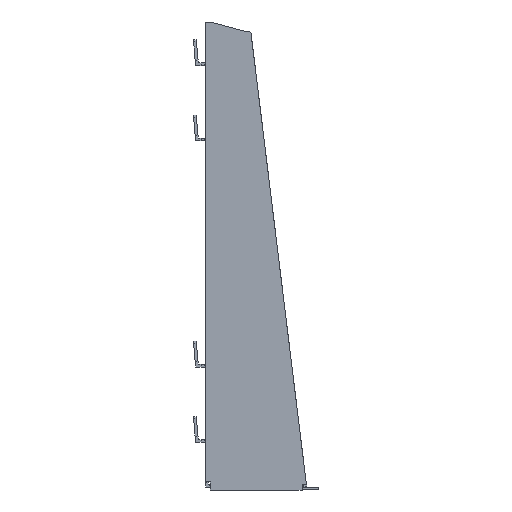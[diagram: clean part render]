
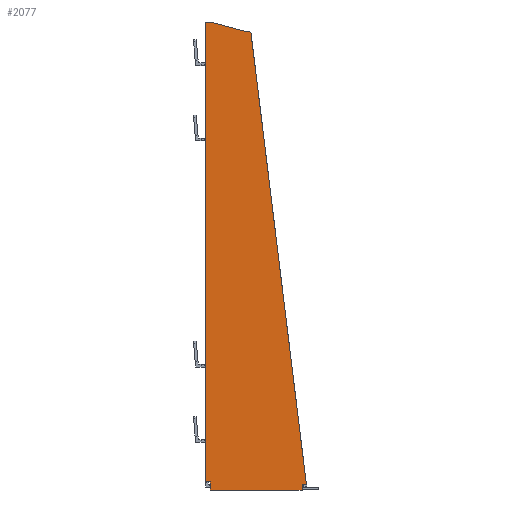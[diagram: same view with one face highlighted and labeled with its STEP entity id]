
A CAD part, left-side view. The second image highlights one B-rep face of the part: STEP entity #2077.
In plain terms, the highlighted face is planar.
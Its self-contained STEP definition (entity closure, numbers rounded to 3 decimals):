
#7 = VERTEX_POINT ( 'NONE', #5148 ) ;
#31 = VECTOR ( 'NONE', #945, 1000. ) ;
#36 = VECTOR ( 'NONE', #2776, 1000. ) ;
#154 = CARTESIAN_POINT ( 'NONE',  ( -165.973, -15.112, -1.9 ) ) ;
#155 = AXIS2_PLACEMENT_3D ( 'NONE', #4308, #3953, #371 ) ;
#174 = DIRECTION ( 'NONE',  ( -1., 0., 0. ) ) ;
#242 = VERTEX_POINT ( 'NONE', #1155 ) ;
#265 = ORIENTED_EDGE ( 'NONE', *, *, #2467, .T. ) ;
#270 = ORIENTED_EDGE ( 'NONE', *, *, #1254, .F. ) ;
#321 = CARTESIAN_POINT ( 'NONE',  ( -172.5, 9.599, -1.9 ) ) ;
#341 = VECTOR ( 'NONE', #2391, 1000. ) ;
#371 = DIRECTION ( 'NONE',  ( -1., 0., 0. ) ) ;
#442 = CARTESIAN_POINT ( 'NONE',  ( 132.5, 9.507, -1.9 ) ) ;
#460 = CARTESIAN_POINT ( 'NONE',  ( 135.08, 9.507, -1.9 ) ) ;
#466 = CARTESIAN_POINT ( 'NONE',  ( 134.25, -51.492, -1.9 ) ) ;
#555 = ORIENTED_EDGE ( 'NONE', *, *, #1777, .T. ) ;
#688 = ORIENTED_EDGE ( 'NONE', *, *, #2907, .F. ) ;
#744 = CARTESIAN_POINT ( 'NONE',  ( 139.5, -51.492, -1.9 ) ) ;
#758 = ORIENTED_EDGE ( 'NONE', *, *, #1189, .F. ) ;
#779 = VERTEX_POINT ( 'NONE', #4085 ) ;
#804 = CARTESIAN_POINT ( 'NONE',  ( 132.5, 0., -1.9 ) ) ;
#945 = DIRECTION ( 'NONE',  ( 0., -1., 0. ) ) ;
#985 = VECTOR ( 'NONE', #4822, 1000. ) ;
#1042 = LINE ( 'NONE', #1140, #2875 ) ;
#1049 = ORIENTED_EDGE ( 'NONE', *, *, #1061, .F. ) ;
#1061 = EDGE_CURVE ( 'NONE', #4160, #1377, #5390, .T. ) ;
#1140 = CARTESIAN_POINT ( 'NONE',  ( 0., -51.493, -1.9 ) ) ;
#1155 = CARTESIAN_POINT ( 'NONE',  ( -166.034, -14.622, -1.9 ) ) ;
#1162 = CARTESIAN_POINT ( 'NONE',  ( 0., 12.499, -1.9 ) ) ;
#1189 = EDGE_CURVE ( 'NONE', #7, #5566, #3690, .T. ) ;
#1254 = EDGE_CURVE ( 'NONE', #779, #5367, #1422, .T. ) ;
#1325 = LINE ( 'NONE', #5317, #985 ) ;
#1377 = VERTEX_POINT ( 'NONE', #3617 ) ;
#1384 = LINE ( 'NONE', #804, #2971 ) ;
#1422 = LINE ( 'NONE', #744, #5567 ) ;
#1443 = FACE_OUTER_BOUND ( 'NONE', #5858, .T. ) ;
#1529 = DIRECTION ( 'NONE',  ( -1., 0., 0. ) ) ;
#1598 = VECTOR ( 'NONE', #5099, 1000. ) ;
#1605 = ORIENTED_EDGE ( 'NONE', *, *, #4769, .F. ) ;
#1631 = EDGE_CURVE ( 'NONE', #5196, #1726, #3374, .T. ) ;
#1674 = CARTESIAN_POINT ( 'NONE',  ( 135.08, -51.493, -1.9 ) ) ;
#1726 = VERTEX_POINT ( 'NONE', #2191 ) ;
#1777 = EDGE_CURVE ( 'NONE', #2804, #5566, #2807, .T. ) ;
#1949 = DIRECTION ( 'NONE',  ( 1., 0., 0. ) ) ;
#1950 = CARTESIAN_POINT ( 'NONE',  ( 134.07, -54.392, -1.9 ) ) ;
#2047 = CARTESIAN_POINT ( 'NONE',  ( -165.817, -17.078, -1.9 ) ) ;
#2054 = ORIENTED_EDGE ( 'NONE', *, *, #5450, .F. ) ;
#2077 = ADVANCED_FACE ( 'NONE', ( #1443 ), #5830, .T. ) ;
#2141 = CARTESIAN_POINT ( 'NONE',  ( -165.913, -15.601, -1.9 ) ) ;
#2191 = CARTESIAN_POINT ( 'NONE',  ( -165.816, -17.571, -1.9 ) ) ;
#2234 = CARTESIAN_POINT ( 'NONE',  ( 137.98, 9.507, -1.9 ) ) ;
#2339 = ORIENTED_EDGE ( 'NONE', *, *, #1631, .T. ) ;
#2366 = CARTESIAN_POINT ( 'NONE',  ( 134.07, -54.392, -1.9 ) ) ;
#2391 = DIRECTION ( 'NONE',  ( -0.993, 0.122, 0. ) ) ;
#2413 = CARTESIAN_POINT ( 'NONE',  ( 132.5, 16.007, -1.9 ) ) ;
#2467 = EDGE_CURVE ( 'NONE', #4350, #5932, #4394, .T. ) ;
#2737 = VECTOR ( 'NONE', #5931, 1000. ) ;
#2776 = DIRECTION ( 'NONE',  ( 0., 1., 0. ) ) ;
#2804 = VERTEX_POINT ( 'NONE', #4870 ) ;
#2807 = LINE ( 'NONE', #321, #36 ) ;
#2875 = VECTOR ( 'NONE', #3637, 1000. ) ;
#2890 = CARTESIAN_POINT ( 'NONE',  ( -4.588, -37.367, -1.9 ) ) ;
#2907 = EDGE_CURVE ( 'NONE', #4654, #242, #3927, .T. ) ;
#2956 = CARTESIAN_POINT ( 'NONE',  ( 137.98, -51.493, -1.9 ) ) ;
#2971 = VECTOR ( 'NONE', #6343, 1000. ) ;
#2995 = DIRECTION ( 'NONE',  ( 1., 0., 0. ) ) ;
#3169 = CARTESIAN_POINT ( 'NONE',  ( -165.836, -16.585, -1.9 ) ) ;
#3170 = EDGE_CURVE ( 'NONE', #1377, #7, #1384, .T. ) ;
#3180 = ORIENTED_EDGE ( 'NONE', *, *, #5844, .T. ) ;
#3352 = CARTESIAN_POINT ( 'NONE',  ( 135.08, 9.507, -1.9 ) ) ;
#3374 = LINE ( 'NONE', #2890, #341 ) ;
#3454 = ORIENTED_EDGE ( 'NONE', *, *, #4883, .T. ) ;
#3617 = CARTESIAN_POINT ( 'NONE',  ( 132.5, 9.599, -1.9 ) ) ;
#3637 = DIRECTION ( 'NONE',  ( 1., 0., 0. ) ) ;
#3690 = LINE ( 'NONE', #1162, #5342 ) ;
#3761 = ORIENTED_EDGE ( 'NONE', *, *, #4531, .F. ) ;
#3815 = VECTOR ( 'NONE', #1529, 1000. ) ;
#3862 = CARTESIAN_POINT ( 'NONE',  ( 134.147, -53.427, -1.9 ) ) ;
#3894 = CARTESIAN_POINT ( 'NONE',  ( 134.111, -53.91, -1.9 ) ) ;
#3927 = LINE ( 'NONE', #6430, #2737 ) ;
#3953 = DIRECTION ( 'NONE',  ( 0., 0., -1. ) ) ;
#3965 = CARTESIAN_POINT ( 'NONE',  ( -172.5, 12.499, -1.9 ) ) ;
#4021 = EDGE_CURVE ( 'NONE', #242, #1726, #6040, .T. ) ;
#4085 = CARTESIAN_POINT ( 'NONE',  ( 134.25, -51.492, -1.9 ) ) ;
#4160 = VERTEX_POINT ( 'NONE', #4184 ) ;
#4184 = CARTESIAN_POINT ( 'NONE',  ( 132.5, 9.507, -1.9 ) ) ;
#4308 = CARTESIAN_POINT ( 'NONE',  ( 0., 0., -1.9 ) ) ;
#4350 = VERTEX_POINT ( 'NONE', #2234 ) ;
#4394 = LINE ( 'NONE', #5924, #31 ) ;
#4444 = CARTESIAN_POINT ( 'NONE',  ( 134.228, -51.976, -1.9 ) ) ;
#4531 = EDGE_CURVE ( 'NONE', #5367, #5932, #1042, .T. ) ;
#4592 = ORIENTED_EDGE ( 'NONE', *, *, #3170, .F. ) ;
#4607 = CARTESIAN_POINT ( 'NONE',  ( -166.034, -14.622, -1.9 ) ) ;
#4641 = VECTOR ( 'NONE', #2995, 1000. ) ;
#4654 = VERTEX_POINT ( 'NONE', #4760 ) ;
#4760 = CARTESIAN_POINT ( 'NONE',  ( -172.5, 9.508, -1.9 ) ) ;
#4769 = EDGE_CURVE ( 'NONE', #2804, #4654, #1325, .T. ) ;
#4822 = DIRECTION ( 'NONE',  ( 0., -1., 0. ) ) ;
#4870 = CARTESIAN_POINT ( 'NONE',  ( -172.5, 9.599, -1.9 ) ) ;
#4883 = EDGE_CURVE ( 'NONE', #779, #5196, #5593, .T. ) ;
#5099 = DIRECTION ( 'NONE',  ( 0., 1., 0. ) ) ;
#5143 = CARTESIAN_POINT ( 'NONE',  ( -165.816, -17.571, -1.9 ) ) ;
#5148 = CARTESIAN_POINT ( 'NONE',  ( 132.5, 12.499, -1.9 ) ) ;
#5196 = VERTEX_POINT ( 'NONE', #1950 ) ;
#5317 = CARTESIAN_POINT ( 'NONE',  ( -172.5, 9.508, -1.9 ) ) ;
#5342 = VECTOR ( 'NONE', #174, 1000. ) ;
#5367 = VERTEX_POINT ( 'NONE', #1674 ) ;
#5390 = LINE ( 'NONE', #2413, #1598 ) ;
#5439 = CARTESIAN_POINT ( 'NONE',  ( 134.205, -52.46, -1.9 ) ) ;
#5450 = EDGE_CURVE ( 'NONE', #5808, #4160, #6407, .T. ) ;
#5532 = LINE ( 'NONE', #460, #4641 ) ;
#5566 = VERTEX_POINT ( 'NONE', #3965 ) ;
#5567 = VECTOR ( 'NONE', #1949, 1000. ) ;
#5593 = B_SPLINE_CURVE_WITH_KNOTS ( 'NONE', 3,
 ( #466, #4444, #5439, #3862, #3894, #2366 ),
 .UNSPECIFIED., .F., .F.,
 ( 4, 2, 4 ),
 ( 0.007, 0.008, 0.01 ),
 .UNSPECIFIED. ) ;
#5808 = VERTEX_POINT ( 'NONE', #3352 ) ;
#5830 = PLANE ( 'NONE',  #155 ) ;
#5844 = EDGE_CURVE ( 'NONE', #5808, #4350, #5532, .T. ) ;
#5858 = EDGE_LOOP ( 'NONE', ( #270, #3454, #2339, #5964, #688, #1605, #555, #758, #4592, #1049, #2054, #3180, #265, #3761 ) ) ;
#5924 = CARTESIAN_POINT ( 'NONE',  ( 137.98, 0., -1.9 ) ) ;
#5931 = DIRECTION ( 'NONE',  ( 0.259, -0.966, 0. ) ) ;
#5932 = VERTEX_POINT ( 'NONE', #2956 ) ;
#5964 = ORIENTED_EDGE ( 'NONE', *, *, #4021, .F. ) ;
#6040 = B_SPLINE_CURVE_WITH_KNOTS ( 'NONE', 3,
 ( #4607, #154, #2141, #3169, #2047, #5143 ),
 .UNSPECIFIED., .F., .F.,
 ( 4, 2, 4 ),
 ( 0.007, 0.008, 0.01 ),
 .UNSPECIFIED. ) ;
#6343 = DIRECTION ( 'NONE',  ( 0., 1., 0. ) ) ;
#6407 = LINE ( 'NONE', #442, #3815 ) ;
#6430 = CARTESIAN_POINT ( 'NONE',  ( -162.654, -27.239, -1.9 ) ) ;
